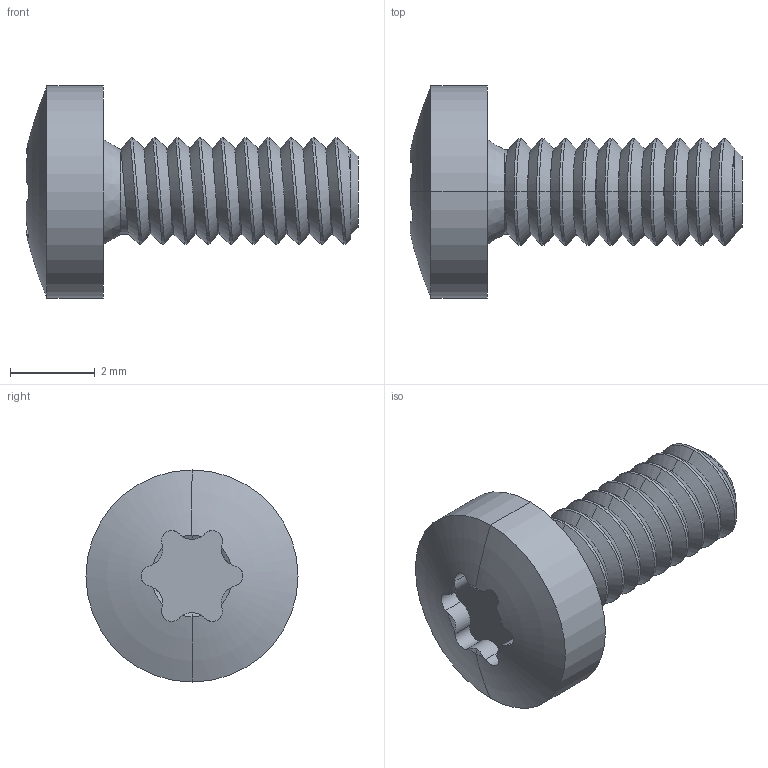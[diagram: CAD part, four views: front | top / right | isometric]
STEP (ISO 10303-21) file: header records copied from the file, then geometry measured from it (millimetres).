
FILE_DESCRIPTION(('STEP AP214'),'1');
FILE_NAME('cctmp_EB6BD394-A0F4-4925-B1E9-C76B8A945E09_2024_11_03_01_14_31_0660_172644..stp','2024-11-03T00:14:31',('Adolf Würth GmbH & Co. KG'),('CADClick - www.CADClick.com'),'Spatial InterOp 3D',' ','unknown authorization');
FILE_SCHEMA(('AUTOMOTIVE_DESIGN'));
Length unit declared in the file: millimetre
Products named in the file (2): Wuerth_0046662506_DIN 7985 ähnlich Stahl 8.8 verzinkt TX_LOD_High; Wuerth_0046662506_DIN 7985 ähnlich Stahl 8.8 verzinkt TX_LOD_High_1
Assembly tree (1 placements, depth 2):
  Wuerth_0046662506_DIN 7985 ähnlich Stahl 8.8 verzinkt TX_LOD_High
    Wuerth_0046662506_DIN 7985 ähnlich Stahl 8.8 verzinkt TX_LOD_High_1
Bounding box: 7.83 x 5 x 5 mm (x, y, z)
Volume: 54.1 mm3; surface area: 121.8 mm2
Topology: 1 solids, 1 shells, 144 faces, 332 edges, 191 vertices
Faces by surface type: cylinder 56, cone 52, plane 34, torus 2
Entity records: 5693 total; most frequent: CARTESIAN_POINT 1185, DIRECTION 774, ORIENTED_EDGE 664, AXIS2_PLACEMENT_3D 340, EDGE_CURVE 332, VERTEX_POINT 191, CIRCLE 152, STYLED_ITEM 145
